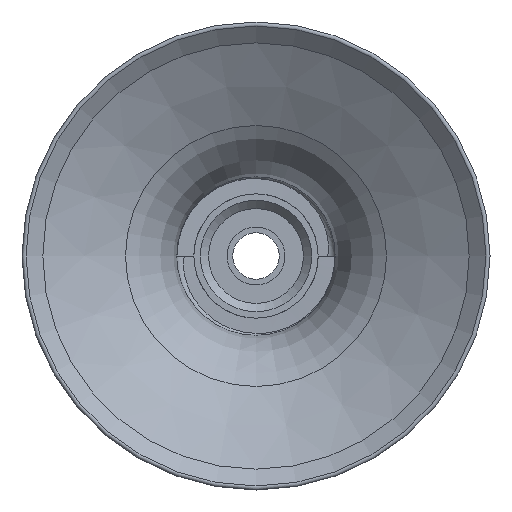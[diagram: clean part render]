
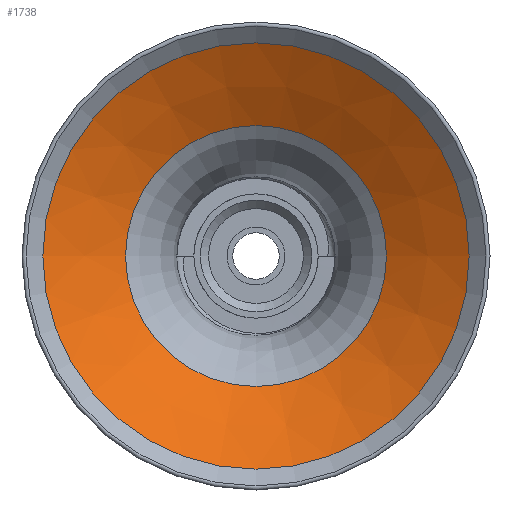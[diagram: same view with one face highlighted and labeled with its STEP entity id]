
A CAD part, front view. The second image highlights one B-rep face of the part: STEP entity #1738.
In plain terms, the highlighted conical face has half-angle 60 degrees and reference radius 23.525 mm.
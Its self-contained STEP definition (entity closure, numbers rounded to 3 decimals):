
#116=CONICAL_SURFACE('',#1960,23.525,1.047);
#248=FACE_OUTER_BOUND('',#353,.T.);
#353=EDGE_LOOP('',(#1298,#1299,#1300,#1301,#1302,#1303,#1304,#1305));
#467=LINE('',#3352,#546);
#546=VECTOR('',#2263,23.525);
#656=CIRCLE('',#1957,25.733);
#657=CIRCLE('',#1958,25.733);
#658=CIRCLE('',#1959,25.733);
#659=CIRCLE('',#1961,15.75);
#660=CIRCLE('',#1962,15.75);
#661=CIRCLE('',#1963,15.75);
#782=VERTEX_POINT('',#3341);
#783=VERTEX_POINT('',#3343);
#784=VERTEX_POINT('',#3345);
#785=VERTEX_POINT('',#3349);
#786=VERTEX_POINT('',#3350);
#787=VERTEX_POINT('',#3353);
#984=EDGE_CURVE('',#783,#782,#656,.T.);
#985=EDGE_CURVE('',#784,#783,#657,.T.);
#986=EDGE_CURVE('',#782,#784,#658,.T.);
#987=EDGE_CURVE('',#785,#786,#659,.T.);
#988=EDGE_CURVE('',#786,#783,#467,.T.);
#989=EDGE_CURVE('',#786,#787,#660,.T.);
#990=EDGE_CURVE('',#787,#785,#661,.T.);
#1298=ORIENTED_EDGE('',*,*,#987,.T.);
#1299=ORIENTED_EDGE('',*,*,#988,.T.);
#1300=ORIENTED_EDGE('',*,*,#984,.T.);
#1301=ORIENTED_EDGE('',*,*,#986,.T.);
#1302=ORIENTED_EDGE('',*,*,#985,.T.);
#1303=ORIENTED_EDGE('',*,*,#988,.F.);
#1304=ORIENTED_EDGE('',*,*,#989,.T.);
#1305=ORIENTED_EDGE('',*,*,#990,.T.);
#1738=ADVANCED_FACE('',(#248),#116,.F.);
#1957=AXIS2_PLACEMENT_3D('',#3344,#2253,#2254);
#1958=AXIS2_PLACEMENT_3D('',#3346,#2255,#2256);
#1959=AXIS2_PLACEMENT_3D('',#3347,#2257,#2258);
#1960=AXIS2_PLACEMENT_3D('',#3348,#2259,#2260);
#1961=AXIS2_PLACEMENT_3D('',#3351,#2261,#2262);
#1962=AXIS2_PLACEMENT_3D('',#3354,#2264,#2265);
#1963=AXIS2_PLACEMENT_3D('',#3355,#2266,#2267);
#2253=DIRECTION('center_axis',(0.,-1.,0.));
#2254=DIRECTION('ref_axis',(0.,0.,-1.));
#2255=DIRECTION('center_axis',(0.,-1.,0.));
#2256=DIRECTION('ref_axis',(0.,0.,-1.));
#2257=DIRECTION('center_axis',(0.,-1.,0.));
#2258=DIRECTION('ref_axis',(0.,0.,-1.));
#2259=DIRECTION('center_axis',(0.,-1.,0.));
#2260=DIRECTION('ref_axis',(-1.,0.,0.));
#2261=DIRECTION('center_axis',(0.,1.,0.));
#2262=DIRECTION('ref_axis',(-1.,0.,0.));
#2263=DIRECTION('',(0.866,-0.5,0.));
#2264=DIRECTION('center_axis',(0.,1.,0.));
#2265=DIRECTION('ref_axis',(-1.,0.,0.));
#2266=DIRECTION('center_axis',(0.,1.,0.));
#2267=DIRECTION('ref_axis',(-1.,0.,0.));
#3341=CARTESIAN_POINT('',(0.,-35.589,25.733));
#3343=CARTESIAN_POINT('',(25.733,-35.589,0.));
#3344=CARTESIAN_POINT('Origin',(0.,-35.589,0.));
#3345=CARTESIAN_POINT('',(0.,-35.589,-25.733));
#3346=CARTESIAN_POINT('Origin',(0.,-35.589,0.));
#3347=CARTESIAN_POINT('Origin',(0.,-35.589,0.));
#3348=CARTESIAN_POINT('Origin',(0.,-34.314,0.));
#3349=CARTESIAN_POINT('',(-15.75,-29.825,0.));
#3350=CARTESIAN_POINT('',(15.75,-29.825,0.));
#3351=CARTESIAN_POINT('Origin',(0.,-29.825,0.));
#3352=CARTESIAN_POINT('',(23.525,-34.314,0.));
#3353=CARTESIAN_POINT('',(0.,-29.825,-15.75));
#3354=CARTESIAN_POINT('Origin',(0.,-29.825,0.));
#3355=CARTESIAN_POINT('Origin',(0.,-29.825,0.));
